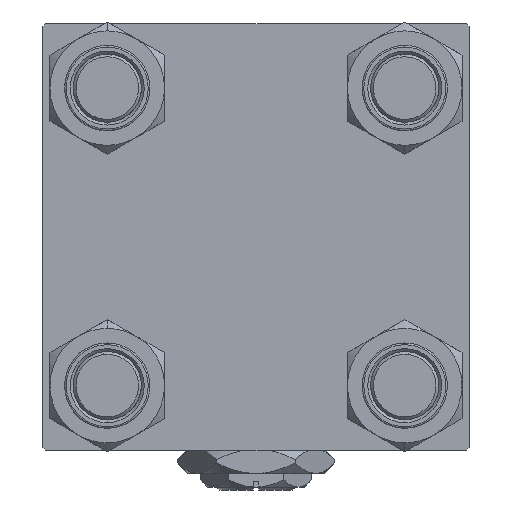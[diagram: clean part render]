
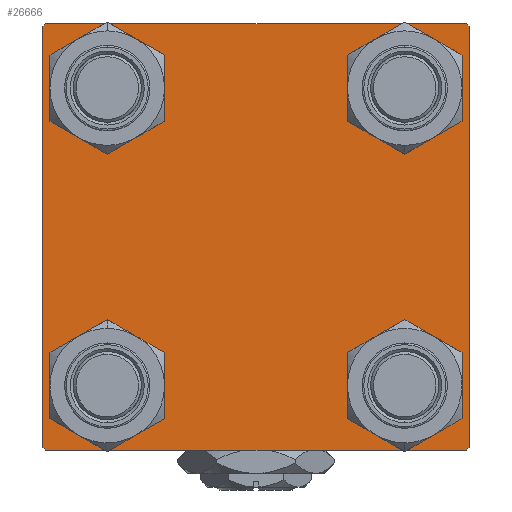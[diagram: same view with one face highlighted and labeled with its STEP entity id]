
A CAD part, left-side view. The second image highlights one B-rep face of the part: STEP entity #26666.
In plain terms, the highlighted planar face has unit normal (-1, 0, 0).
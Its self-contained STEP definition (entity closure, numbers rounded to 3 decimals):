
#479 = LINE ( 'NONE', #32711, #45000 ) ;
#576 = EDGE_LOOP ( 'NONE', ( #37279, #48863 ) ) ;
#1186 = ORIENTED_EDGE ( 'NONE', *, *, #42262, .T. ) ;
#1512 = VECTOR ( 'NONE', #22570, 1000. ) ;
#1648 = CARTESIAN_POINT ( 'NONE',  ( 0., 26.15, -32.65 ) ) ;
#1906 = VERTEX_POINT ( 'NONE', #41768 ) ;
#1942 = DIRECTION ( 'NONE',  ( 0., 0., 1. ) ) ;
#1968 = PLANE ( 'NONE',  #43562 ) ;
#2145 = DIRECTION ( 'NONE',  ( 0., -0.707, 0.707 ) ) ;
#2207 = CARTESIAN_POINT ( 'NONE',  ( 0., -26.15, 26.15 ) ) ;
#2514 = CARTESIAN_POINT ( 'NONE',  ( 0., 26.15, -26.15 ) ) ;
#2644 = CARTESIAN_POINT ( 'NONE',  ( 0., -37.5, -37. ) ) ;
#2654 = LINE ( 'NONE', #39106, #8224 ) ;
#2809 = CIRCLE ( 'NONE', #28965, 6.5 ) ;
#2853 = AXIS2_PLACEMENT_3D ( 'NONE', #37477, #13451, #45411 ) ;
#3072 = EDGE_CURVE ( 'NONE', #10016, #45917, #25323, .T. ) ;
#3444 = EDGE_CURVE ( 'NONE', #51112, #51991, #40507, .T. ) ;
#3787 = DIRECTION ( 'NONE',  ( 0., -0.707, -0.707 ) ) ;
#3809 = CARTESIAN_POINT ( 'NONE',  ( 0., -26.15, -32.65 ) ) ;
#4261 = AXIS2_PLACEMENT_3D ( 'NONE', #39961, #44985, #7997 ) ;
#4821 = CARTESIAN_POINT ( 'NONE',  ( 0., 26.15, -26.15 ) ) ;
#4994 = CARTESIAN_POINT ( 'NONE',  ( 0., -37., 37.5 ) ) ;
#5005 = ORIENTED_EDGE ( 'NONE', *, *, #34536, .T. ) ;
#5103 = VECTOR ( 'NONE', #5777, 1000. ) ;
#5189 = CARTESIAN_POINT ( 'NONE',  ( 0., -37.25, 37.25 ) ) ;
#5296 = EDGE_LOOP ( 'NONE', ( #5005, #21949 ) ) ;
#5416 = CARTESIAN_POINT ( 'NONE',  ( 0., 0., 0. ) ) ;
#5777 = DIRECTION ( 'NONE',  ( 0., -1., 0. ) ) ;
#6633 = VERTEX_POINT ( 'NONE', #11046 ) ;
#7020 = EDGE_CURVE ( 'NONE', #24473, #19289, #45684, .T. ) ;
#7109 = DIRECTION ( 'NONE',  ( 0., 0., -1. ) ) ;
#7228 = LINE ( 'NONE', #43952, #49070 ) ;
#7373 = VERTEX_POINT ( 'NONE', #25761 ) ;
#7997 = DIRECTION ( 'NONE',  ( 0., 0., 1. ) ) ;
#8081 = AXIS2_PLACEMENT_3D ( 'NONE', #4821, #12762, #44722 ) ;
#8224 = VECTOR ( 'NONE', #2145, 1000. ) ;
#9110 = DIRECTION ( 'NONE',  ( 1., 0., 0. ) ) ;
#9406 = LINE ( 'NONE', #5189, #33262 ) ;
#9643 = FACE_BOUND ( 'NONE', #27826, .T. ) ;
#9741 = CARTESIAN_POINT ( 'NONE',  ( 0., 37.5, -37.5 ) ) ;
#9901 = DIRECTION ( 'NONE',  ( -1., 0., 0. ) ) ;
#10016 = VERTEX_POINT ( 'NONE', #36281 ) ;
#11046 = CARTESIAN_POINT ( 'NONE',  ( 0., 37.5, 37. ) ) ;
#11275 = EDGE_CURVE ( 'NONE', #6633, #43604, #34856, .T. ) ;
#11472 = CIRCLE ( 'NONE', #8081, 6.5 ) ;
#11776 = DIRECTION ( 'NONE',  ( 0., 0., 1. ) ) ;
#12440 = ORIENTED_EDGE ( 'NONE', *, *, #29668, .F. ) ;
#12762 = DIRECTION ( 'NONE',  ( 1., 0., 0. ) ) ;
#13451 = DIRECTION ( 'NONE',  ( 1., 0., 0. ) ) ;
#13672 = CARTESIAN_POINT ( 'NONE',  ( 0., -37.5, 37. ) ) ;
#14588 = ORIENTED_EDGE ( 'NONE', *, *, #3444, .T. ) ;
#15809 = EDGE_LOOP ( 'NONE', ( #51154, #35643 ) ) ;
#15908 = AXIS2_PLACEMENT_3D ( 'NONE', #2207, #18326, #46337 ) ;
#15986 = DIRECTION ( 'NONE',  ( 0., 0., 1. ) ) ;
#16706 = EDGE_CURVE ( 'NONE', #39909, #7373, #21465, .T. ) ;
#17076 = EDGE_CURVE ( 'NONE', #40989, #21642, #9406, .T. ) ;
#17587 = DIRECTION ( 'NONE',  ( 0., 0.707, 0.707 ) ) ;
#17727 = AXIS2_PLACEMENT_3D ( 'NONE', #2514, #46908, #31308 ) ;
#17798 = DIRECTION ( 'NONE',  ( 1., 0., 0. ) ) ;
#17903 = AXIS2_PLACEMENT_3D ( 'NONE', #20748, #36327, #11776 ) ;
#18326 = DIRECTION ( 'NONE',  ( 1., 0., 0. ) ) ;
#19289 = VERTEX_POINT ( 'NONE', #43729 ) ;
#20748 = CARTESIAN_POINT ( 'NONE',  ( 0., -26.15, -26.15 ) ) ;
#21465 = CIRCLE ( 'NONE', #2853, 6.5 ) ;
#21642 = VERTEX_POINT ( 'NONE', #4994 ) ;
#21949 = ORIENTED_EDGE ( 'NONE', *, *, #16706, .T. ) ;
#22570 = DIRECTION ( 'NONE',  ( 0., -1., 0. ) ) ;
#22872 = CARTESIAN_POINT ( 'NONE',  ( 0., -37., -37.5 ) ) ;
#24473 = VERTEX_POINT ( 'NONE', #3809 ) ;
#25323 = LINE ( 'NONE', #9741, #5103 ) ;
#25761 = CARTESIAN_POINT ( 'NONE',  ( 0., 26.15, 32.65 ) ) ;
#25949 = EDGE_CURVE ( 'NONE', #45917, #51947, #2654, .T. ) ;
#26014 = DIRECTION ( 'NONE',  ( 0., 0., 1. ) ) ;
#26034 = ORIENTED_EDGE ( 'NONE', *, *, #25949, .T. ) ;
#26530 = FACE_BOUND ( 'NONE', #576, .T. ) ;
#26666 = ADVANCED_FACE ( 'NONE', ( #26530, #29730, #9643, #50836, #34459 ), #1968, .T. ) ;
#27437 = DIRECTION ( 'NONE',  ( 0., 0.707, -0.707 ) ) ;
#27701 = LINE ( 'NONE', #39577, #46246 ) ;
#27826 = EDGE_LOOP ( 'NONE', ( #33495, #14588 ) ) ;
#28111 = ORIENTED_EDGE ( 'NONE', *, *, #30430, .T. ) ;
#28184 = EDGE_LOOP ( 'NONE', ( #34602, #1186, #45008, #26034, #33861, #31587, #12440, #28111 ) ) ;
#28753 = DIRECTION ( 'NONE',  ( 0., 0., -1. ) ) ;
#28965 = AXIS2_PLACEMENT_3D ( 'NONE', #36847, #9110, #15986 ) ;
#29668 = EDGE_CURVE ( 'NONE', #38244, #21642, #42398, .T. ) ;
#29730 = FACE_BOUND ( 'NONE', #15809, .T. ) ;
#30430 = EDGE_CURVE ( 'NONE', #38244, #6633, #27701, .T. ) ;
#30662 = CARTESIAN_POINT ( 'NONE',  ( 0., 26.15, -19.65 ) ) ;
#31308 = DIRECTION ( 'NONE',  ( 0., 0., 1. ) ) ;
#31429 = VERTEX_POINT ( 'NONE', #39850 ) ;
#31526 = CARTESIAN_POINT ( 'NONE',  ( 0., 37.5, 37.5 ) ) ;
#31587 = ORIENTED_EDGE ( 'NONE', *, *, #17076, .T. ) ;
#31932 = CIRCLE ( 'NONE', #15908, 6.5 ) ;
#32405 = EDGE_CURVE ( 'NONE', #31429, #1906, #31932, .T. ) ;
#32711 = CARTESIAN_POINT ( 'NONE',  ( 0., -37.5, 37.5 ) ) ;
#33262 = VECTOR ( 'NONE', #17587, 1000. ) ;
#33495 = ORIENTED_EDGE ( 'NONE', *, *, #49038, .T. ) ;
#33861 = ORIENTED_EDGE ( 'NONE', *, *, #45645, .F. ) ;
#34459 = FACE_OUTER_BOUND ( 'NONE', #28184, .T. ) ;
#34536 = EDGE_CURVE ( 'NONE', #7373, #39909, #49737, .T. ) ;
#34602 = ORIENTED_EDGE ( 'NONE', *, *, #11275, .T. ) ;
#34856 = LINE ( 'NONE', #42546, #49973 ) ;
#35439 = CARTESIAN_POINT ( 'NONE',  ( 0., 26.15, 19.65 ) ) ;
#35643 = ORIENTED_EDGE ( 'NONE', *, *, #7020, .T. ) ;
#36281 = CARTESIAN_POINT ( 'NONE',  ( 0., 37., -37.5 ) ) ;
#36327 = DIRECTION ( 'NONE',  ( 1., 0., 0. ) ) ;
#36847 = CARTESIAN_POINT ( 'NONE',  ( 0., -26.15, 26.15 ) ) ;
#37114 = AXIS2_PLACEMENT_3D ( 'NONE', #41319, #17798, #1942 ) ;
#37279 = ORIENTED_EDGE ( 'NONE', *, *, #32405, .T. ) ;
#37477 = CARTESIAN_POINT ( 'NONE',  ( 0., 26.15, 26.15 ) ) ;
#38244 = VERTEX_POINT ( 'NONE', #49184 ) ;
#39106 = CARTESIAN_POINT ( 'NONE',  ( 0., -37.25, -37.25 ) ) ;
#39243 = CARTESIAN_POINT ( 'NONE',  ( 0., 37.5, -37. ) ) ;
#39577 = CARTESIAN_POINT ( 'NONE',  ( 0., 37.25, 37.25 ) ) ;
#39850 = CARTESIAN_POINT ( 'NONE',  ( 0., -26.15, 32.65 ) ) ;
#39909 = VERTEX_POINT ( 'NONE', #35439 ) ;
#39961 = CARTESIAN_POINT ( 'NONE',  ( 0., -26.15, -26.15 ) ) ;
#40507 = CIRCLE ( 'NONE', #17727, 6.5 ) ;
#40989 = VERTEX_POINT ( 'NONE', #13672 ) ;
#41319 = CARTESIAN_POINT ( 'NONE',  ( 0., 26.15, 26.15 ) ) ;
#41768 = CARTESIAN_POINT ( 'NONE',  ( 0., -26.15, 19.65 ) ) ;
#42262 = EDGE_CURVE ( 'NONE', #43604, #10016, #7228, .T. ) ;
#42398 = LINE ( 'NONE', #31526, #1512 ) ;
#42546 = CARTESIAN_POINT ( 'NONE',  ( 0., 37.5, 37.5 ) ) ;
#43562 = AXIS2_PLACEMENT_3D ( 'NONE', #5416, #9901, #26014 ) ;
#43604 = VERTEX_POINT ( 'NONE', #39243 ) ;
#43729 = CARTESIAN_POINT ( 'NONE',  ( 0., -26.15, -19.65 ) ) ;
#43793 = EDGE_CURVE ( 'NONE', #19289, #24473, #48309, .T. ) ;
#43952 = CARTESIAN_POINT ( 'NONE',  ( 0., 37.25, -37.25 ) ) ;
#44722 = DIRECTION ( 'NONE',  ( 0., 0., 1. ) ) ;
#44985 = DIRECTION ( 'NONE',  ( 1., 0., 0. ) ) ;
#45000 = VECTOR ( 'NONE', #28753, 1000. ) ;
#45008 = ORIENTED_EDGE ( 'NONE', *, *, #3072, .T. ) ;
#45411 = DIRECTION ( 'NONE',  ( 0., 0., 1. ) ) ;
#45645 = EDGE_CURVE ( 'NONE', #40989, #51947, #479, .T. ) ;
#45684 = CIRCLE ( 'NONE', #4261, 6.5 ) ;
#45917 = VERTEX_POINT ( 'NONE', #22872 ) ;
#45995 = EDGE_CURVE ( 'NONE', #1906, #31429, #2809, .T. ) ;
#46246 = VECTOR ( 'NONE', #27437, 1000. ) ;
#46337 = DIRECTION ( 'NONE',  ( 0., 0., 1. ) ) ;
#46908 = DIRECTION ( 'NONE',  ( 1., 0., 0. ) ) ;
#48309 = CIRCLE ( 'NONE', #17903, 6.5 ) ;
#48863 = ORIENTED_EDGE ( 'NONE', *, *, #45995, .T. ) ;
#49038 = EDGE_CURVE ( 'NONE', #51991, #51112, #11472, .T. ) ;
#49070 = VECTOR ( 'NONE', #3787, 1000. ) ;
#49184 = CARTESIAN_POINT ( 'NONE',  ( 0., 37., 37.5 ) ) ;
#49737 = CIRCLE ( 'NONE', #37114, 6.5 ) ;
#49973 = VECTOR ( 'NONE', #7109, 1000. ) ;
#50836 = FACE_BOUND ( 'NONE', #5296, .T. ) ;
#51112 = VERTEX_POINT ( 'NONE', #1648 ) ;
#51154 = ORIENTED_EDGE ( 'NONE', *, *, #43793, .T. ) ;
#51947 = VERTEX_POINT ( 'NONE', #2644 ) ;
#51991 = VERTEX_POINT ( 'NONE', #30662 ) ;
